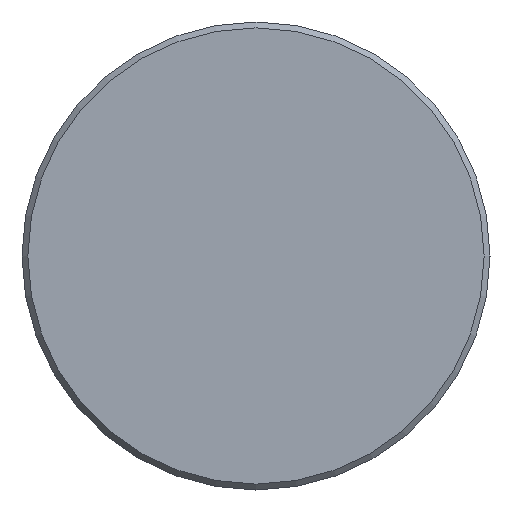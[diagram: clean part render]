
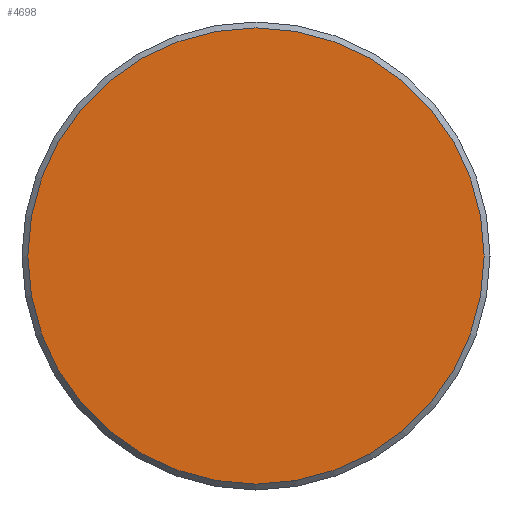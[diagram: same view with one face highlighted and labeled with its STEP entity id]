
A CAD part, left-side view. The second image highlights one B-rep face of the part: STEP entity #4698.
In plain terms, the highlighted planar face has unit normal (-1, 0, 0).
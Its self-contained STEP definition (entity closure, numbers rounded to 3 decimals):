
#634 = EDGE_LOOP ( 'NONE', ( #4388 ) ) ;
#1154 = DIRECTION ( 'NONE',  ( 0., 0., 1. ) ) ;
#1185 = CARTESIAN_POINT ( 'NONE',  ( -30., 0., 0. ) ) ;
#1882 = FACE_OUTER_BOUND ( 'NONE', #634, .T. ) ;
#1918 = DIRECTION ( 'NONE',  ( 0., 0., -1. ) ) ;
#2202 = CIRCLE ( 'NONE', #4051, 10.723 ) ;
#2566 = PLANE ( 'NONE',  #7483 ) ;
#3868 = EDGE_CURVE ( 'NONE', #5947, #5947, #2202, .T. ) ;
#4051 = AXIS2_PLACEMENT_3D ( 'NONE', #1185, #4926, #1918 ) ;
#4104 = DIRECTION ( 'NONE',  ( -1., 0., 0. ) ) ;
#4388 = ORIENTED_EDGE ( 'NONE', *, *, #3868, .T. ) ;
#4698 = ADVANCED_FACE ( 'NONE', ( #1882 ), #2566, .T. ) ;
#4926 = DIRECTION ( 'NONE',  ( -1., 0., 0. ) ) ;
#5947 = VERTEX_POINT ( 'NONE', #6591 ) ;
#6591 = CARTESIAN_POINT ( 'NONE',  ( -30., 0., -10.723 ) ) ;
#7483 = AXIS2_PLACEMENT_3D ( 'NONE', #9229, #4104, #1154 ) ;
#9229 = CARTESIAN_POINT ( 'NONE',  ( -30., 0., 0. ) ) ;
